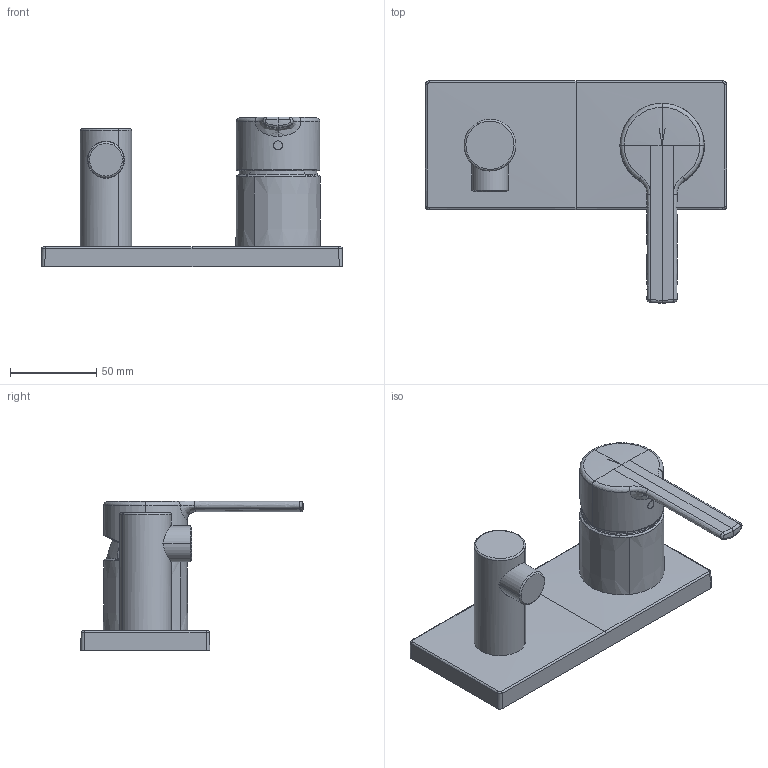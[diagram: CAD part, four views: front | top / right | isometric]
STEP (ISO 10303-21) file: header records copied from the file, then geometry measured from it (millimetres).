
FILE_DESCRIPTION (( 'STEP AP203' ), '1' );
FILE_NAME ('44589503.STEP', '2019-01-12T06:32:54', ( '' ), ( '' ), 'SwSTEP 2.0', 'SolidWorks 2016', '' );
FILE_SCHEMA (( 'CONFIG_CONTROL_DESIGN' ));
Length unit declared in the file: millimetre
Products named in the file (1): 44589503
Bounding box: 175 x 129.27 x 87.06 mm (x, y, z)
Volume: 350944.9 mm3; surface area: 53814.2 mm2
Topology: 1 solids, 1 shells, 82 faces, 192 edges, 114 vertices
Faces by surface type: bspline 53, cylinder 12, plane 9, torus 4, cone 4
Entity records: 6670 total; most frequent: CARTESIAN_POINT 5182, ORIENTED_EDGE 376, EDGE_CURVE 188, DIRECTION 139, B_SPLINE_CURVE_WITH_KNOTS 117, VERTEX_POINT 114, EDGE_LOOP 88, FACE_OUTER_BOUND 82
